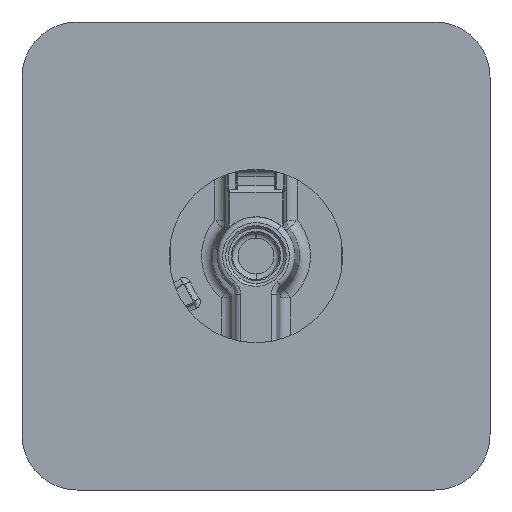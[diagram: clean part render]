
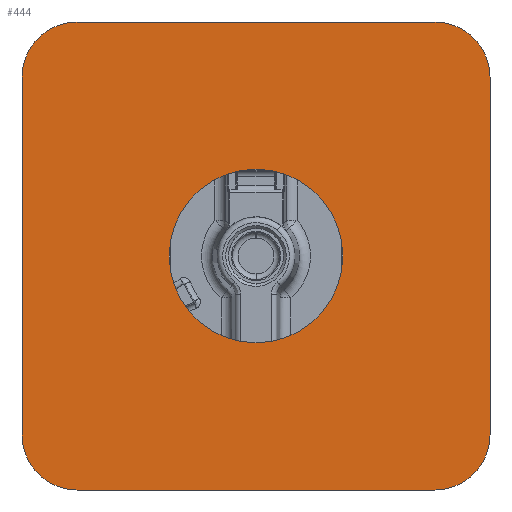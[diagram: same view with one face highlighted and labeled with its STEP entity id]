
A CAD part, front view. The second image highlights one B-rep face of the part: STEP entity #444.
In plain terms, the highlighted planar face has unit normal (0, -1, 0).
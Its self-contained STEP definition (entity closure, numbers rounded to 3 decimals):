
#164=CARTESIAN_POINT('Vertex',(-32.5,65.,217.5)) ;
#178=CARTESIAN_POINT('Vertex',(-42.5,65.,207.5)) ;
#181=CARTESIAN_POINT('Axis2P3D Location',(-32.5,65.,207.5)) ;
#209=CARTESIAN_POINT('Vertex',(-42.5,65.,142.5)) ;
#212=CARTESIAN_POINT('Line Origine',(-42.5,65.,175.)) ;
#240=CARTESIAN_POINT('Vertex',(-32.5,65.,132.5)) ;
#243=CARTESIAN_POINT('Axis2P3D Location',(-32.5,65.,142.5)) ;
#271=CARTESIAN_POINT('Vertex',(32.5,65.,132.5)) ;
#274=CARTESIAN_POINT('Line Origine',(0.,65.,132.5)) ;
#297=CARTESIAN_POINT('Vertex',(0.,65.,159.25)) ;
#311=CARTESIAN_POINT('Vertex',(0.,65.,190.75)) ;
#314=CARTESIAN_POINT('Axis2P3D Location',(0.,65.,175.)) ;
#338=CARTESIAN_POINT('Line Origine',(0.,65.,217.5)) ;
#342=CARTESIAN_POINT('Vertex',(32.5,65.,217.5)) ;
#401=CARTESIAN_POINT('Axis2P3D Location',(0.,65.,175.)) ;
#406=CARTESIAN_POINT('Axis2P3D Location',(32.5,65.,142.5)) ;
#410=CARTESIAN_POINT('Vertex',(42.5,65.,142.5)) ;
#413=CARTESIAN_POINT('Line Origine',(42.5,65.,175.)) ;
#417=CARTESIAN_POINT('Vertex',(42.5,65.,207.5)) ;
#420=CARTESIAN_POINT('Axis2P3D Location',(32.5,65.,207.5)) ;
#435=CARTESIAN_POINT('Axis2P3D Location',(0.,65.,175.)) ;
#182=DIRECTION('Axis2P3D Direction',(0.,-1.,0.)) ;
#213=DIRECTION('Vector Direction',(0.,0.,-1.)) ;
#244=DIRECTION('Axis2P3D Direction',(0.,-1.,0.)) ;
#275=DIRECTION('Vector Direction',(-1.,0.,0.)) ;
#315=DIRECTION('Axis2P3D Direction',(0.,-1.,0.)) ;
#339=DIRECTION('Vector Direction',(1.,0.,0.)) ;
#402=DIRECTION('Axis2P3D Direction',(0.,-1.,0.)) ;
#403=DIRECTION('Axis2P3D XDirection',(1.,0.,0.)) ;
#407=DIRECTION('Axis2P3D Direction',(0.,-1.,0.)) ;
#414=DIRECTION('Vector Direction',(0.,0.,-1.)) ;
#421=DIRECTION('Axis2P3D Direction',(0.,-1.,0.)) ;
#436=DIRECTION('Axis2P3D Direction',(0.,-1.,0.)) ;
#183=AXIS2_PLACEMENT_3D('Circle Axis2P3D',#181,#182,$) ;
#245=AXIS2_PLACEMENT_3D('Circle Axis2P3D',#243,#244,$) ;
#316=AXIS2_PLACEMENT_3D('Circle Axis2P3D',#314,#315,$) ;
#404=AXIS2_PLACEMENT_3D('Plane Axis2P3D',#401,#402,#403) ;
#408=AXIS2_PLACEMENT_3D('Circle Axis2P3D',#406,#407,$) ;
#422=AXIS2_PLACEMENT_3D('Circle Axis2P3D',#420,#421,$) ;
#437=AXIS2_PLACEMENT_3D('Circle Axis2P3D',#435,#436,$) ;
#426=ORIENTED_EDGE('',*,*,#185,.T.) ;
#427=ORIENTED_EDGE('',*,*,#216,.T.) ;
#428=ORIENTED_EDGE('',*,*,#247,.T.) ;
#429=ORIENTED_EDGE('',*,*,#278,.F.) ;
#430=ORIENTED_EDGE('',*,*,#412,.F.) ;
#431=ORIENTED_EDGE('',*,*,#419,.F.) ;
#432=ORIENTED_EDGE('',*,*,#424,.F.) ;
#433=ORIENTED_EDGE('',*,*,#344,.F.) ;
#441=ORIENTED_EDGE('',*,*,#318,.T.) ;
#442=ORIENTED_EDGE('',*,*,#439,.F.) ;
#443=FACE_BOUND('',#440,.T.) ;
#214=VECTOR('Line Direction',#213,1.) ;
#276=VECTOR('Line Direction',#275,1.) ;
#340=VECTOR('Line Direction',#339,1.) ;
#415=VECTOR('Line Direction',#414,1.) ;
#444=ADVANCED_FACE('P45480.1\\PartBody',(#434,#443),#405,.T.) ;
#184=CIRCLE('generated circle',#183,10.) ;
#246=CIRCLE('generated circle',#245,10.) ;
#317=CIRCLE('generated circle',#316,15.75) ;
#409=CIRCLE('generated circle',#408,10.) ;
#423=CIRCLE('generated circle',#422,10.) ;
#438=CIRCLE('generated circle',#437,15.75) ;
#185=EDGE_CURVE('',#165,#179,#184,.T.) ;
#216=EDGE_CURVE('',#179,#210,#215,.T.) ;
#247=EDGE_CURVE('',#210,#241,#246,.T.) ;
#278=EDGE_CURVE('',#272,#241,#277,.T.) ;
#318=EDGE_CURVE('',#298,#312,#317,.F.) ;
#344=EDGE_CURVE('',#165,#343,#341,.T.) ;
#412=EDGE_CURVE('',#411,#272,#409,.F.) ;
#419=EDGE_CURVE('',#418,#411,#416,.T.) ;
#424=EDGE_CURVE('',#343,#418,#423,.F.) ;
#439=EDGE_CURVE('',#298,#312,#438,.T.) ;
#425=EDGE_LOOP('',(#426,#427,#428,#429,#430,#431,#432,#433)) ;
#440=EDGE_LOOP('',(#441,#442)) ;
#434=FACE_OUTER_BOUND('',#425,.T.) ;
#215=LINE('Line',#212,#214) ;
#277=LINE('Line',#274,#276) ;
#341=LINE('Line',#338,#340) ;
#416=LINE('Line',#413,#415) ;
#405=PLANE('',#404) ;
#165=VERTEX_POINT('',#164) ;
#179=VERTEX_POINT('',#178) ;
#210=VERTEX_POINT('',#209) ;
#241=VERTEX_POINT('',#240) ;
#272=VERTEX_POINT('',#271) ;
#298=VERTEX_POINT('',#297) ;
#312=VERTEX_POINT('',#311) ;
#343=VERTEX_POINT('',#342) ;
#411=VERTEX_POINT('',#410) ;
#418=VERTEX_POINT('',#417) ;
